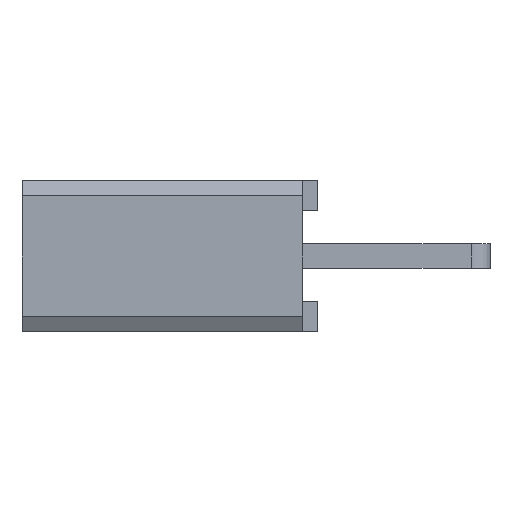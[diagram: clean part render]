
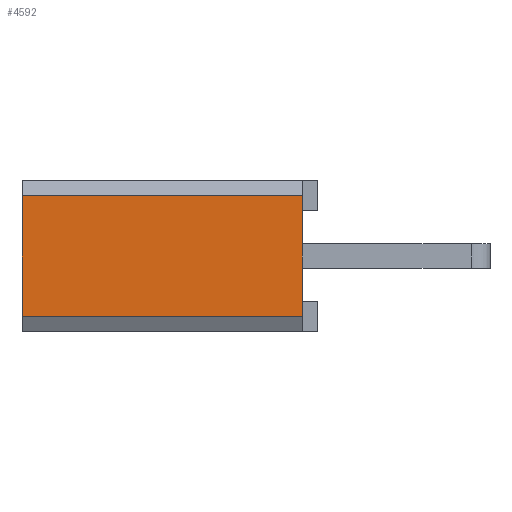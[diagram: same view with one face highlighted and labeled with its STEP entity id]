
A CAD part, left-side view. The second image highlights one B-rep face of the part: STEP entity #4592.
In plain terms, the highlighted planar face has unit normal (-1, 0, 0).
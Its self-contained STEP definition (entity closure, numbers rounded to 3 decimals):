
#850 = CARTESIAN_POINT ( 'NONE',  ( -20.32, 5., -1.27 ) ) ;
#858 = PLANE ( 'NONE',  #8072 ) ;
#870 = DIRECTION ( 'NONE',  ( 1., 0., 0. ) ) ;
#871 = DIRECTION ( 'NONE',  ( 0., 0., -1. ) ) ;
#1277 = CARTESIAN_POINT ( 'NONE',  ( -20.32, 0.254, -0.762 ) ) ;
#1278 = DIRECTION ( 'NONE',  ( 0., 0., -1. ) ) ;
#1736 = CARTESIAN_POINT ( 'NONE',  ( -20.32, 0.254, 1.016 ) ) ;
#2176 = VERTEX_POINT ( 'NONE', #1736 ) ;
#2191 = VERTEX_POINT ( 'NONE', #2628 ) ;
#2192 = VERTEX_POINT ( 'NONE', #2619 ) ;
#2196 = VERTEX_POINT ( 'NONE', #2624 ) ;
#2238 = EDGE_LOOP ( 'NONE', ( #2557, #2565, #2564, #2566 ) ) ;
#2557 = ORIENTED_EDGE ( 'NONE', *, *, #7495, .F. ) ;
#2564 = ORIENTED_EDGE ( 'NONE', *, *, #7491, .T. ) ;
#2565 = ORIENTED_EDGE ( 'NONE', *, *, #7224, .F. ) ;
#2566 = ORIENTED_EDGE ( 'NONE', *, *, #7445, .F. ) ;
#2619 = CARTESIAN_POINT ( 'NONE',  ( -20.32, 5., -1.016 ) ) ;
#2624 = CARTESIAN_POINT ( 'NONE',  ( -20.32, 0.254, -1.016 ) ) ;
#2628 = CARTESIAN_POINT ( 'NONE',  ( -20.32, 5., 1.016 ) ) ;
#3211 = LINE ( 'NONE', #1277, #3212 ) ;
#3212 = VECTOR ( 'NONE', #1278, 1000. ) ;
#3653 = LINE ( 'NONE', #6329, #3654 ) ;
#3654 = VECTOR ( 'NONE', #6330, 1000. ) ;
#3732 = LINE ( 'NONE', #6423, #3753 ) ;
#3745 = LINE ( 'NONE', #6421, #3746 ) ;
#3746 = VECTOR ( 'NONE', #6422, 1000. ) ;
#3753 = VECTOR ( 'NONE', #6430, 1000. ) ;
#4592 = ADVANCED_FACE ( 'NONE', ( #7727 ), #858, .F. ) ;
#6329 = CARTESIAN_POINT ( 'NONE',  ( -20.32, 5., -1.27 ) ) ;
#6330 = DIRECTION ( 'NONE',  ( 0., 0., 1. ) ) ;
#6421 = CARTESIAN_POINT ( 'NONE',  ( -20.32, 0., 1.016 ) ) ;
#6422 = DIRECTION ( 'NONE',  ( 0., 1., 0. ) ) ;
#6423 = CARTESIAN_POINT ( 'NONE',  ( -20.32, 0., -1.016 ) ) ;
#6430 = DIRECTION ( 'NONE',  ( 0., 1., 0. ) ) ;
#7224 = EDGE_CURVE ( 'NONE', #2176, #2196, #3211, .T. ) ;
#7445 = EDGE_CURVE ( 'NONE', #2192, #2191, #3653, .T. ) ;
#7491 = EDGE_CURVE ( 'NONE', #2176, #2191, #3745, .T. ) ;
#7495 = EDGE_CURVE ( 'NONE', #2196, #2192, #3732, .T. ) ;
#7727 = FACE_OUTER_BOUND ( 'NONE', #2238, .T. ) ;
#8072 = AXIS2_PLACEMENT_3D ( 'NONE', #850, #870, #871 ) ;
